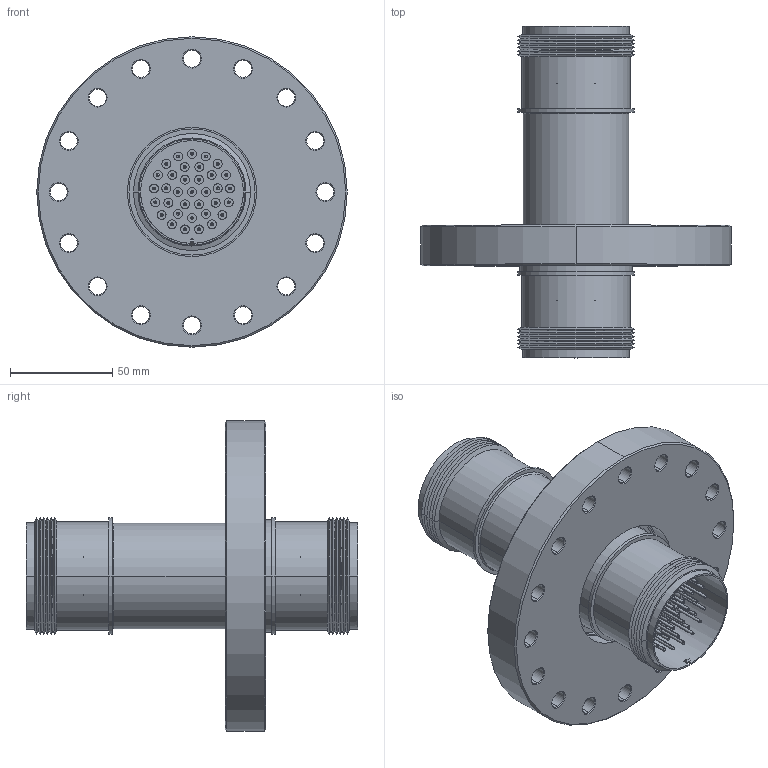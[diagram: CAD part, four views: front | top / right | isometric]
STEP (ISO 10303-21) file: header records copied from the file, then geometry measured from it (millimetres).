
FILE_DESCRIPTION (( 'STEP AP203' ), '1' );
FILE_NAME ('A1884-1-CF.STEP', '2013-03-18T18:14:12', ( '' ), ( '' ), 'SwSTEP 2.0', 'SolidWorks 2012', '' );
FILE_SCHEMA (( 'CONFIG_CONTROL_DESIGN' ));
Length unit declared in the file: inch
Products named in the file (1): A1884-1-CF
Bounding box: 151.64 x 162.05 x 151.64 mm (x, y, z)
Volume: 342401.1 mm3; surface area: 152400.2 mm2
Topology: 1 solids, 2 shells, 1378 faces, 3278 edges, 2142 vertices
Faces by surface type: cylinder 746, plane 294, bspline 216, cone 122
Entity records: 44209 total; most frequent: CARTESIAN_POINT 11131, DIRECTION 7486, ORIENTED_EDGE 6556, EDGE_CURVE 3278, AXIS2_PLACEMENT_3D 3265, VERTEX_POINT 2142, CIRCLE 2102, EDGE_LOOP 1854
